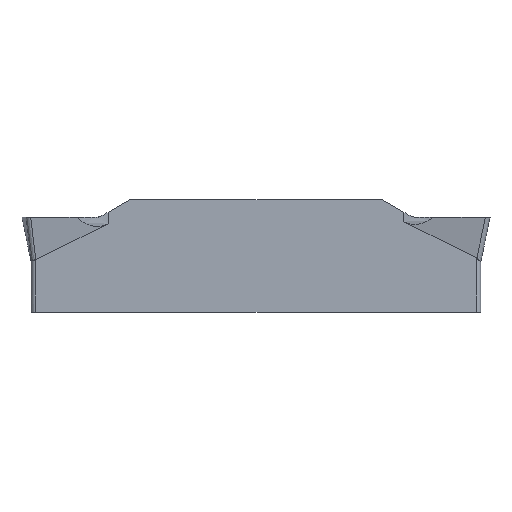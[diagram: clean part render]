
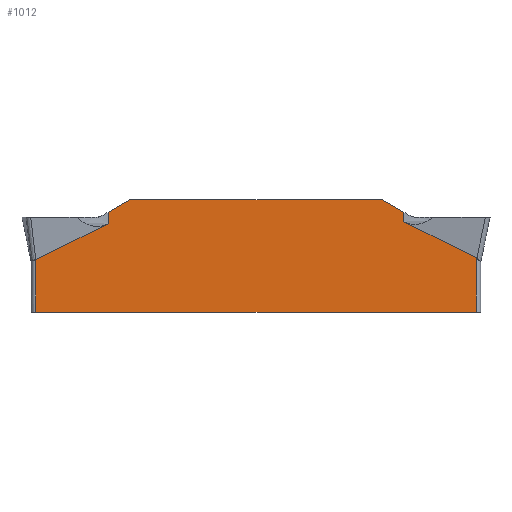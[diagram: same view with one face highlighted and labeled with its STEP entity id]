
A CAD part, left-side view. The second image highlights one B-rep face of the part: STEP entity #1012.
In plain terms, the highlighted planar face has unit normal (-1, 0, 0).
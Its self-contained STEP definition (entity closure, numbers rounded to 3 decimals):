
#104=DIRECTION('',(0.,1.,0.));
#105=VECTOR('',#104,20.);
#106=CARTESIAN_POINT('',(-1.,0.5,-4.3));
#107=LINE('',#106,#105);
#111=DIRECTION('',(0.,-0.866,0.5));
#112=VECTOR('',#111,1.125);
#113=CARTESIAN_POINT('',(-1.,17.213,0.238));
#114=LINE('',#113,#112);
#118=DIRECTION('',(0.,-1.,0.));
#119=VECTOR('',#118,11.479);
#120=CARTESIAN_POINT('',(-1.,16.239,0.8));
#121=LINE('',#120,#119);
#125=DIRECTION('',(0.,-0.866,-0.5));
#126=VECTOR('',#125,1.125);
#127=CARTESIAN_POINT('',(-1.,4.761,0.8));
#128=LINE('',#127,#126);
#132=DIRECTION('',(0.,-0.895,-0.445));
#133=VECTOR('',#132,3.671);
#134=CARTESIAN_POINT('',(-1.,3.787,-0.19));
#135=LINE('',#134,#133);
#139=DIRECTION('',(0.,0.,-1.));
#140=VECTOR('',#139,2.385);
#141=CARTESIAN_POINT('',(-1.,20.5,
-1.915));
#142=LINE('',#141,#140);
#305=DIRECTION('',(0.,0.,-1.));
#306=VECTOR('',#305,0.519);
#307=CARTESIAN_POINT('',(-1.,17.213,0.238));
#308=LINE('',#307,#306);
#357=DIRECTION('',(0.,0.895,-0.445));
#358=VECTOR('',#357,3.67);
#359=CARTESIAN_POINT('',(-1.,17.213,-0.281));
#360=LINE('',#359,#358);
#688=DIRECTION('',(0.,0.,1.));
#689=VECTOR('',#688,2.476);
#690=CARTESIAN_POINT('',(-1.,0.5,-4.3));
#691=LINE('',#690,#689);
#742=DIRECTION('',(0.,0.,1.));
#743=VECTOR('',#742,0.428);
#744=CARTESIAN_POINT('',(-1.,3.787,-0.19));
#745=LINE('',#744,#743);
#793=CARTESIAN_POINT('',(-1.,20.5,-4.3));
#794=VERTEX_POINT('',#793);
#795=CARTESIAN_POINT('',(-1.,0.5,-4.3));
#796=VERTEX_POINT('',#795);
#817=CARTESIAN_POINT('',(-1.,16.239,0.8));
#818=CARTESIAN_POINT('',(-1.,4.761,0.8));
#819=VERTEX_POINT('',#817);
#820=VERTEX_POINT('',#818);
#821=CARTESIAN_POINT('',(-1.,20.5,
-1.915));
#822=VERTEX_POINT('',#821);
#823=CARTESIAN_POINT('',(-1.,17.213,-0.281));
#824=VERTEX_POINT('',#823);
#825=CARTESIAN_POINT('',(-1.,17.213,0.238));
#826=VERTEX_POINT('',#825);
#827=CARTESIAN_POINT('',(-1.,3.787,0.238));
#828=VERTEX_POINT('',#827);
#829=CARTESIAN_POINT('',(-1.,3.787,-0.19));
#830=VERTEX_POINT('',#829);
#831=CARTESIAN_POINT('',(-1.,0.5,-1.824));
#832=VERTEX_POINT('',#831);
#987=CARTESIAN_POINT('',(-1.,10.5,0.8));
#988=DIRECTION('',(-1.,0.,0.));
#989=DIRECTION('',(0.,-1.,0.));
#990=AXIS2_PLACEMENT_3D('',#987,#988,#989);
#991=PLANE('',#990);
#992=ORIENTED_EDGE('',*,*,#898,.T.);
#994=ORIENTED_EDGE('',*,*,#993,.F.);
#996=ORIENTED_EDGE('',*,*,#995,.F.);
#998=ORIENTED_EDGE('',*,*,#997,.F.);
#1000=ORIENTED_EDGE('',*,*,#999,.T.);
#1001=ORIENTED_EDGE('',*,*,#965,.T.);
#1003=ORIENTED_EDGE('',*,*,#1002,.T.);
#1005=ORIENTED_EDGE('',*,*,#1004,.F.);
#1007=ORIENTED_EDGE('',*,*,#1006,.T.);
#1009=ORIENTED_EDGE('',*,*,#1008,.F.);
#1010=EDGE_LOOP('',(#992,#994,#996,#998,#1000,#1001,#1003,#1005,#1007,#1009));
#1011=FACE_OUTER_BOUND('',#1010,.F.);
#898=EDGE_CURVE('',#796,#794,#107,.T.);
#965=EDGE_CURVE('',#819,#820,#121,.T.);
#993=EDGE_CURVE('',#822,#794,#142,.T.);
#995=EDGE_CURVE('',#824,#822,#360,.T.);
#997=EDGE_CURVE('',#826,#824,#308,.T.);
#999=EDGE_CURVE('',#826,#819,#114,.T.);
#1002=EDGE_CURVE('',#820,#828,#128,.T.);
#1004=EDGE_CURVE('',#830,#828,#745,.T.);
#1006=EDGE_CURVE('',#830,#832,#135,.T.);
#1008=EDGE_CURVE('',#796,#832,#691,.T.);
#1012=ADVANCED_FACE('',(#1011),#991,.T.);
